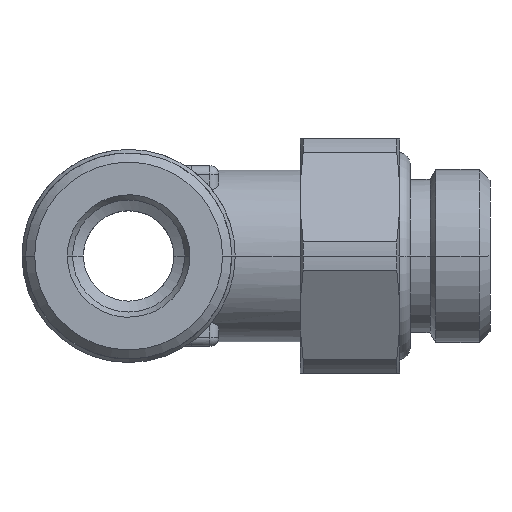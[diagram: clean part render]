
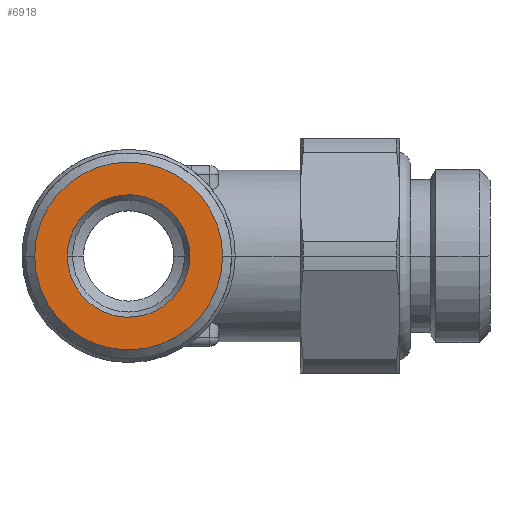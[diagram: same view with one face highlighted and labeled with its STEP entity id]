
A CAD part, left-side view. The second image highlights one B-rep face of the part: STEP entity #6918.
In plain terms, the highlighted planar face has unit normal (-1, 0, 0).
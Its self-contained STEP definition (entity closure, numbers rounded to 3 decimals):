
#6766=CARTESIAN_POINT('Vertex',(-23.8,-5.2,0.)) ;
#6769=CARTESIAN_POINT('Axis2P3D Location',(-23.8,0.,0.)) ;
#6773=CARTESIAN_POINT('Vertex',(-23.8,5.2,0.)) ;
#6793=CARTESIAN_POINT('Axis2P3D Location',(-23.8,0.,0.)) ;
#6855=CARTESIAN_POINT('Axis2P3D Location',(-23.8,0.,0.)) ;
#6865=CARTESIAN_POINT('Control Point',(-23.8,-3.389,0.)) ;
#6866=CARTESIAN_POINT('Control Point',(-23.8,-3.389,0.361)) ;
#6867=CARTESIAN_POINT('Control Point',(-23.8,-3.341,0.721)) ;
#6868=CARTESIAN_POINT('Control Point',(-23.8,-3.245,1.074)) ;
#6869=CARTESIAN_POINT('Control Point',(-23.8,-2.961,1.744)) ;
#6870=CARTESIAN_POINT('Control Point',(-23.8,-2.512,2.317)) ;
#6871=CARTESIAN_POINT('Control Point',(-23.8,-2.251,2.572)) ;
#6872=CARTESIAN_POINT('Control Point',(-23.8,-1.667,3.006)) ;
#6873=CARTESIAN_POINT('Control Point',(-23.8,-0.989,3.271)) ;
#6874=CARTESIAN_POINT('Control Point',(-23.8,-0.634,3.358)) ;
#6875=CARTESIAN_POINT('Control Point',(-23.8,0.089,3.436)) ;
#6876=CARTESIAN_POINT('Control Point',(-23.8,0.808,3.321)) ;
#6877=CARTESIAN_POINT('Control Point',(-23.8,1.158,3.216)) ;
#6878=CARTESIAN_POINT('Control Point',(-23.8,1.82,2.915)) ;
#6879=CARTESIAN_POINT('Control Point',(-23.8,2.381,2.451)) ;
#6880=CARTESIAN_POINT('Control Point',(-23.8,2.629,2.183)) ;
#6881=CARTESIAN_POINT('Control Point',(-23.8,3.027,1.617)) ;
#6882=CARTESIAN_POINT('Control Point',(-23.8,3.271,0.97)) ;
#6883=CARTESIAN_POINT('Control Point',(-23.8,3.35,0.651)) ;
#6884=CARTESIAN_POINT('Control Point',(-23.8,3.389,0.326)) ;
#6885=CARTESIAN_POINT('Control Point',(-23.8,3.389,0.)) ;
#6886=CARTESIAN_POINT('Vertex',(-23.8,-3.389,0.)) ;
#6888=CARTESIAN_POINT('Vertex',(-23.8,3.389,0.)) ;
#6892=CARTESIAN_POINT('Control Point',(-23.8,3.389,0.)) ;
#6893=CARTESIAN_POINT('Control Point',(-23.8,3.389,-0.361)) ;
#6894=CARTESIAN_POINT('Control Point',(-23.8,3.341,-0.721)) ;
#6895=CARTESIAN_POINT('Control Point',(-23.8,3.245,-1.074)) ;
#6896=CARTESIAN_POINT('Control Point',(-23.8,2.961,-1.744)) ;
#6897=CARTESIAN_POINT('Control Point',(-23.8,2.512,-2.317)) ;
#6898=CARTESIAN_POINT('Control Point',(-23.8,2.251,-2.572)) ;
#6899=CARTESIAN_POINT('Control Point',(-23.8,1.667,-3.006)) ;
#6900=CARTESIAN_POINT('Control Point',(-23.8,0.989,-3.271)) ;
#6901=CARTESIAN_POINT('Control Point',(-23.8,0.634,-3.358)) ;
#6902=CARTESIAN_POINT('Control Point',(-23.8,-0.089,-3.436)) ;
#6903=CARTESIAN_POINT('Control Point',(-23.8,-0.808,-3.321)) ;
#6904=CARTESIAN_POINT('Control Point',(-23.8,-1.158,-3.216)) ;
#6905=CARTESIAN_POINT('Control Point',(-23.8,-1.82,-2.915)) ;
#6906=CARTESIAN_POINT('Control Point',(-23.8,-2.381,-2.451)) ;
#6907=CARTESIAN_POINT('Control Point',(-23.8,-2.629,-2.183)) ;
#6908=CARTESIAN_POINT('Control Point',(-23.8,-3.027,-1.617)) ;
#6909=CARTESIAN_POINT('Control Point',(-23.8,-3.271,-0.97)) ;
#6910=CARTESIAN_POINT('Control Point',(-23.8,-3.35,-0.651)) ;
#6911=CARTESIAN_POINT('Control Point',(-23.8,-3.389,-0.326)) ;
#6912=CARTESIAN_POINT('Control Point',(-23.8,-3.389,0.)) ;
#6770=DIRECTION('Axis2P3D Direction',(1.,0.,0.)) ;
#6794=DIRECTION('Axis2P3D Direction',(1.,0.,0.)) ;
#6856=DIRECTION('Axis2P3D Direction',(1.,0.,0.)) ;
#6857=DIRECTION('Axis2P3D XDirection',(0.,-1.,0.)) ;
#6771=AXIS2_PLACEMENT_3D('Circle Axis2P3D',#6769,#6770,$) ;
#6795=AXIS2_PLACEMENT_3D('Circle Axis2P3D',#6793,#6794,$) ;
#6858=AXIS2_PLACEMENT_3D('Plane Axis2P3D',#6855,#6856,#6857) ;
#6861=ORIENTED_EDGE('',*,*,#6797,.F.) ;
#6862=ORIENTED_EDGE('',*,*,#6775,.T.) ;
#6915=ORIENTED_EDGE('',*,*,#6890,.F.) ;
#6916=ORIENTED_EDGE('',*,*,#6913,.F.) ;
#6917=FACE_BOUND('',#6914,.T.) ;
#6918=ADVANCED_FACE('PR417B-06G18',(#6863,#6917),#6859,.F.) ;
#6864=B_SPLINE_CURVE_WITH_KNOTS('',5,(#6865,#6866,#6867,#6868,#6869,#6870,#6871,#6872,#6873,#6874,#6875,#6876,#6877,#6878,#6879,#6880,#6881,#6882,#6883,#6884,#6885),.UNSPECIFIED.,.F.,.U.,(6,3,3,3,3,3,6),(0.,2.551,5.101,7.652,10.203,12.753,15.055),.UNSPECIFIED.) ;
#6891=B_SPLINE_CURVE_WITH_KNOTS('',5,(#6892,#6893,#6894,#6895,#6896,#6897,#6898,#6899,#6900,#6901,#6902,#6903,#6904,#6905,#6906,#6907,#6908,#6909,#6910,#6911,#6912),.UNSPECIFIED.,.F.,.U.,(6,3,3,3,3,3,6),(0.,2.551,5.101,7.652,10.203,12.753,15.055),.UNSPECIFIED.) ;
#6772=CIRCLE('generated circle',#6771,5.2) ;
#6796=CIRCLE('generated circle',#6795,5.2) ;
#6775=EDGE_CURVE('',#6774,#6767,#6772,.F.) ;
#6797=EDGE_CURVE('',#6774,#6767,#6796,.T.) ;
#6890=EDGE_CURVE('',#6887,#6889,#6864,.T.) ;
#6913=EDGE_CURVE('',#6889,#6887,#6891,.T.) ;
#6860=EDGE_LOOP('',(#6861,#6862)) ;
#6914=EDGE_LOOP('',(#6915,#6916)) ;
#6863=FACE_OUTER_BOUND('',#6860,.T.) ;
#6859=PLANE('',#6858) ;
#6767=VERTEX_POINT('',#6766) ;
#6774=VERTEX_POINT('',#6773) ;
#6887=VERTEX_POINT('',#6886) ;
#6889=VERTEX_POINT('',#6888) ;
